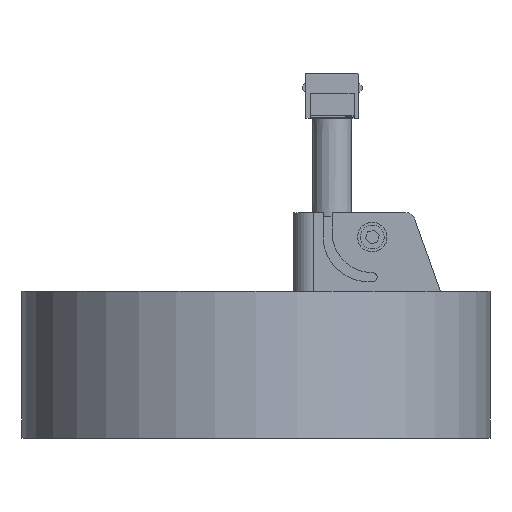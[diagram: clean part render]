
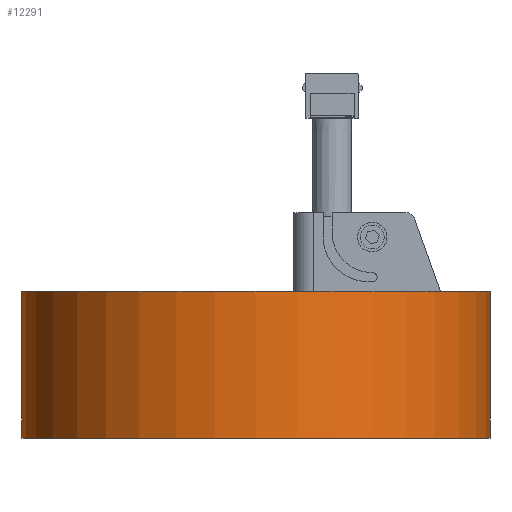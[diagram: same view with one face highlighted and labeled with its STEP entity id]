
A CAD part, left-side view. The second image highlights one B-rep face of the part: STEP entity #12291.
In plain terms, the highlighted cylindrical face has radius 47.715 mm (diameter 95.43 mm), a full revolution.
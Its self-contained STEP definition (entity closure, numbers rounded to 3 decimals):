
#1265=FACE_OUTER_BOUND('',#1955,.T.);
#1955=EDGE_LOOP('',(#11072,#11073,#11074,#11075));
#3298=LINE('',#19896,#4690);
#4690=VECTOR('',#16181,47.715);
#5137=CIRCLE('',#13261,47.715);
#5138=CIRCLE('',#13262,47.715);
#6186=VERTEX_POINT('',#19893);
#6187=VERTEX_POINT('',#19895);
#7866=EDGE_CURVE('',#6186,#6186,#5137,.T.);
#7867=EDGE_CURVE('',#6186,#6187,#3298,.T.);
#7868=EDGE_CURVE('',#6187,#6187,#5138,.T.);
#11072=ORIENTED_EDGE('',*,*,#7866,.F.);
#11073=ORIENTED_EDGE('',*,*,#7867,.T.);
#11074=ORIENTED_EDGE('',*,*,#7868,.T.);
#11075=ORIENTED_EDGE('',*,*,#7867,.F.);
#11765=CYLINDRICAL_SURFACE('',#13260,47.715);
#12291=ADVANCED_FACE('',(#1265),#11765,.T.);
#13260=AXIS2_PLACEMENT_3D('',#19892,#16177,#16178);
#13261=AXIS2_PLACEMENT_3D('',#19894,#16179,#16180);
#13262=AXIS2_PLACEMENT_3D('',#19897,#16182,#16183);
#16177=DIRECTION('center_axis',(0.,0.,1.));
#16178=DIRECTION('ref_axis',(1.,0.,0.));
#16179=DIRECTION('center_axis',(0.,0.,1.));
#16180=DIRECTION('ref_axis',(1.,0.,0.));
#16181=DIRECTION('',(0.,0.,-1.));
#16182=DIRECTION('center_axis',(0.,0.,1.));
#16183=DIRECTION('ref_axis',(1.,0.,0.));
#19892=CARTESIAN_POINT('Origin',(0.,0.,0.));
#19893=CARTESIAN_POINT('',(-47.715,0.,29.95));
#19894=CARTESIAN_POINT('Origin',(0.,0.,29.95));
#19895=CARTESIAN_POINT('',(-47.715,0.,0.));
#19896=CARTESIAN_POINT('',(-47.715,0.,0.));
#19897=CARTESIAN_POINT('Origin',(0.,0.,0.));
